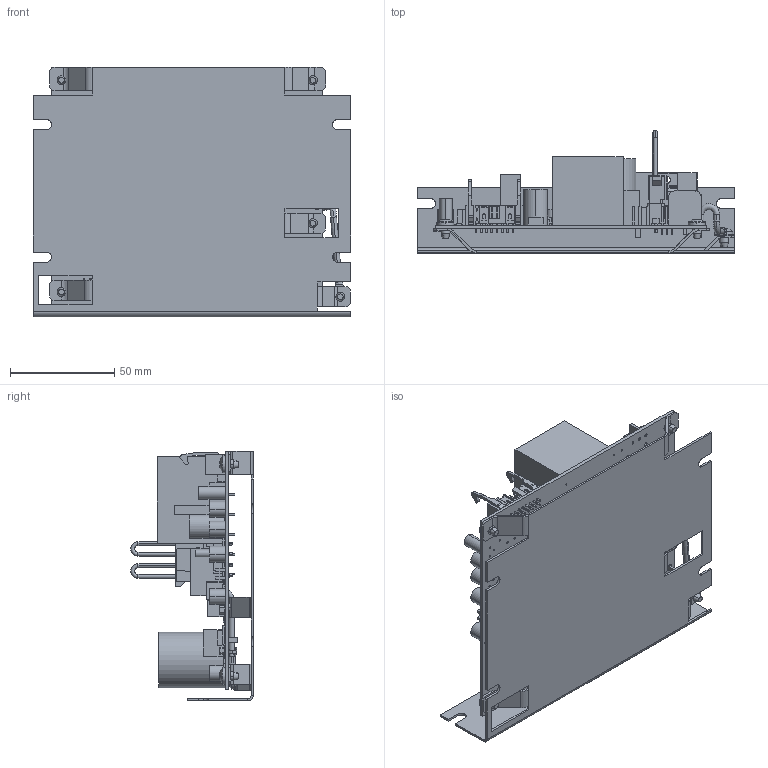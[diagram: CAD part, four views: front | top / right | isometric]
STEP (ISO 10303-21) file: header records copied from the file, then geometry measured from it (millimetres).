
FILE_DESCRIPTION (( 'STEP AP203' ), '1' );
FILE_NAME ('INFM0034.STEP', '2014-08-28T16:24:48', ( 'Sustem Administrator' ), ( 'Bodine Electric Company' ), 'SwSTEP 2.0', 'SolidWorks 2013', '' );
FILE_SCHEMA (( 'CONFIG_CONTROL_DESIGN' ));
Length unit declared in the file: inch
Products named in the file (7): 54100003_54100003; 49500057_49500057 ; 06122143_06122143; 441AZ001_441AZ001; INFM0034; 434AZ001_434AZ001; 431AZ004_431AZ004
Assembly tree (10 placements, depth 2):
  INFM0034
    434AZ001_434AZ001
    431AZ004_431AZ004
    54100003_54100003  x5
    49500057_49500057 
    06122143_06122143
    441AZ001_441AZ001
Bounding box: 152.4 x 58.76 x 119.93 mm (x, y, z)
Volume: 145786.1 mm3; surface area: 122097.9 mm2
Topology: 150 solids, 150 shells, 3063 faces, 7846 edges, 5154 vertices
Faces by surface type: plane 1997, cylinder 919, bspline 107, torus 18, cone 12, sphere 10
Entity records: 93456 total; most frequent: CARTESIAN_POINT 19626, DIRECTION 14982, ORIENTED_EDGE 14874, EDGE_CURVE 7437, LINE 5260, VECTOR 5260, VERTEX_POINT 4882, AXIS2_PLACEMENT_3D 4861
